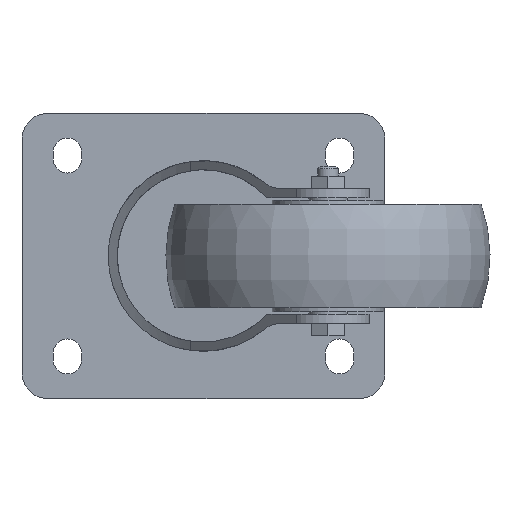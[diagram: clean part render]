
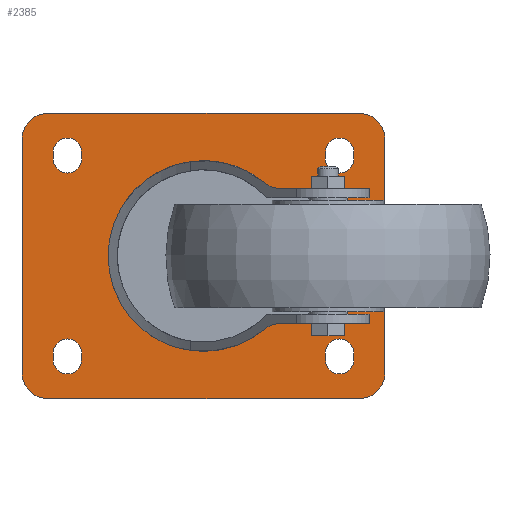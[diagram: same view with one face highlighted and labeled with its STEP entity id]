
A CAD part, front view. The second image highlights one B-rep face of the part: STEP entity #2385.
In plain terms, the highlighted planar face has unit normal (0, -1, 0).
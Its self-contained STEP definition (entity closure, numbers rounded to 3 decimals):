
#91=CIRCLE('',#2464,36.75);
#158=CIRCLE('',#2603,10.);
#160=CIRCLE('',#2607,10.);
#162=CIRCLE('',#2611,10.);
#164=CIRCLE('',#2616,5.5);
#166=CIRCLE('',#2620,5.5);
#168=CIRCLE('',#2624,5.5);
#170=CIRCLE('',#2628,5.5);
#172=CIRCLE('',#2632,5.5);
#174=CIRCLE('',#2636,5.5);
#176=CIRCLE('',#2639,5.5);
#178=CIRCLE('',#2643,5.5);
#180=CIRCLE('',#2647,10.);
#678=ORIENTED_EDGE('',*,*,#896,.T.);
#679=ORIENTED_EDGE('',*,*,#1154,.T.);
#680=ORIENTED_EDGE('',*,*,#1169,.T.);
#681=ORIENTED_EDGE('',*,*,#1160,.T.);
#682=ORIENTED_EDGE('',*,*,#1157,.T.);
#683=ORIENTED_EDGE('',*,*,#1144,.T.);
#684=ORIENTED_EDGE('',*,*,#1167,.T.);
#685=ORIENTED_EDGE('',*,*,#1150,.T.);
#686=ORIENTED_EDGE('',*,*,#1147,.T.);
#687=ORIENTED_EDGE('',*,*,#1134,.T.);
#688=ORIENTED_EDGE('',*,*,#1165,.T.);
#689=ORIENTED_EDGE('',*,*,#1140,.T.);
#690=ORIENTED_EDGE('',*,*,#1137,.T.);
#691=ORIENTED_EDGE('',*,*,#1124,.T.);
#692=ORIENTED_EDGE('',*,*,#1163,.T.);
#693=ORIENTED_EDGE('',*,*,#1130,.T.);
#694=ORIENTED_EDGE('',*,*,#1127,.T.);
#695=ORIENTED_EDGE('',*,*,#1102,.F.);
#696=ORIENTED_EDGE('',*,*,#1171,.F.);
#697=ORIENTED_EDGE('',*,*,#1120,.F.);
#698=ORIENTED_EDGE('',*,*,#1117,.F.);
#699=ORIENTED_EDGE('',*,*,#1114,.F.);
#700=ORIENTED_EDGE('',*,*,#1111,.F.);
#701=ORIENTED_EDGE('',*,*,#1108,.F.);
#702=ORIENTED_EDGE('',*,*,#1105,.F.);
#896=EDGE_CURVE('',#1233,#1233,#91,.T.);
#1102=EDGE_CURVE('',#1377,#1378,#1575,.T.);
#1105=EDGE_CURVE('',#1378,#1380,#158,.T.);
#1108=EDGE_CURVE('',#1380,#1382,#1579,.T.);
#1111=EDGE_CURVE('',#1382,#1384,#160,.T.);
#1114=EDGE_CURVE('',#1384,#1386,#1583,.T.);
#1117=EDGE_CURVE('',#1386,#1388,#162,.T.);
#1120=EDGE_CURVE('',#1388,#1390,#1587,.T.);
#1124=EDGE_CURVE('',#1394,#1393,#1591,.T.);
#1127=EDGE_CURVE('',#1396,#1394,#164,.T.);
#1130=EDGE_CURVE('',#1398,#1396,#1595,.T.);
#1134=EDGE_CURVE('',#1402,#1401,#166,.T.);
#1137=EDGE_CURVE('',#1404,#1402,#1600,.T.);
#1140=EDGE_CURVE('',#1406,#1404,#168,.T.);
#1144=EDGE_CURVE('',#1410,#1409,#1605,.T.);
#1147=EDGE_CURVE('',#1412,#1410,#170,.T.);
#1150=EDGE_CURVE('',#1414,#1412,#1609,.T.);
#1154=EDGE_CURVE('',#1418,#1417,#172,.T.);
#1157=EDGE_CURVE('',#1420,#1418,#1614,.T.);
#1160=EDGE_CURVE('',#1422,#1420,#174,.T.);
#1163=EDGE_CURVE('',#1393,#1398,#176,.T.);
#1165=EDGE_CURVE('',#1401,#1406,#1618,.T.);
#1167=EDGE_CURVE('',#1409,#1414,#178,.T.);
#1169=EDGE_CURVE('',#1417,#1422,#1620,.T.);
#1171=EDGE_CURVE('',#1390,#1377,#180,.T.);
#1233=VERTEX_POINT('',#3497);
#1377=VERTEX_POINT('',#3960);
#1378=VERTEX_POINT('',#3962);
#1380=VERTEX_POINT('',#3968);
#1382=VERTEX_POINT('',#3974);
#1384=VERTEX_POINT('',#3980);
#1386=VERTEX_POINT('',#3986);
#1388=VERTEX_POINT('',#3992);
#1390=VERTEX_POINT('',#3998);
#1393=VERTEX_POINT('',#4005);
#1394=VERTEX_POINT('',#4007);
#1396=VERTEX_POINT('',#4013);
#1398=VERTEX_POINT('',#4019);
#1401=VERTEX_POINT('',#4026);
#1402=VERTEX_POINT('',#4028);
#1404=VERTEX_POINT('',#4034);
#1406=VERTEX_POINT('',#4040);
#1409=VERTEX_POINT('',#4047);
#1410=VERTEX_POINT('',#4049);
#1412=VERTEX_POINT('',#4055);
#1414=VERTEX_POINT('',#4061);
#1417=VERTEX_POINT('',#4068);
#1418=VERTEX_POINT('',#4070);
#1420=VERTEX_POINT('',#4076);
#1422=VERTEX_POINT('',#4082);
#1575=LINE('',#3961,#1793);
#1579=LINE('',#3973,#1797);
#1583=LINE('',#3985,#1801);
#1587=LINE('',#3997,#1805);
#1591=LINE('',#4006,#1809);
#1595=LINE('',#4018,#1813);
#1600=LINE('',#4033,#1818);
#1605=LINE('',#4048,#1823);
#1609=LINE('',#4060,#1827);
#1614=LINE('',#4075,#1832);
#1618=LINE('',#4089,#1836);
#1620=LINE('',#4095,#1838);
#1793=VECTOR('',#3174,1000.);
#1797=VECTOR('',#3186,1000.);
#1801=VECTOR('',#3198,1000.);
#1805=VECTOR('',#3210,1000.);
#1809=VECTOR('',#3216,1000.);
#1813=VECTOR('',#3228,1000.);
#1818=VECTOR('',#3241,1000.);
#1823=VECTOR('',#3254,1000.);
#1827=VECTOR('',#3266,1000.);
#1832=VECTOR('',#3279,1000.);
#1836=VECTOR('',#3297,1000.);
#1838=VECTOR('',#3307,1000.);
#1984=EDGE_LOOP('',(#678));
#1985=EDGE_LOOP('',(#679,#680,#681,#682));
#1986=EDGE_LOOP('',(#683,#684,#685,#686));
#1987=EDGE_LOOP('',(#687,#688,#689,#690));
#1988=EDGE_LOOP('',(#691,#692,#693,#694));
#1989=EDGE_LOOP('',(#695,#696,#697,#698,#699,#700,#701,#702));
#2152=FACE_BOUND('',#1984,.T.);
#2153=FACE_BOUND('',#1985,.T.);
#2154=FACE_BOUND('',#1986,.T.);
#2155=FACE_BOUND('',#1987,.T.);
#2156=FACE_BOUND('',#1988,.T.);
#2157=FACE_BOUND('',#1989,.T.);
#2254=PLANE('',#2648);
#2385=ADVANCED_FACE('',(#2152,#2153,#2154,#2155,#2156,#2157),#2254,.F.);
#2464=AXIS2_PLACEMENT_3D('',#3496,#2768,#2769);
#2603=AXIS2_PLACEMENT_3D('',#3967,#3180,#3181);
#2607=AXIS2_PLACEMENT_3D('',#3979,#3192,#3193);
#2611=AXIS2_PLACEMENT_3D('',#3991,#3204,#3205);
#2616=AXIS2_PLACEMENT_3D('',#4012,#3222,#3223);
#2620=AXIS2_PLACEMENT_3D('',#4027,#3235,#3236);
#2624=AXIS2_PLACEMENT_3D('',#4039,#3247,#3248);
#2628=AXIS2_PLACEMENT_3D('',#4054,#3260,#3261);
#2632=AXIS2_PLACEMENT_3D('',#4069,#3273,#3274);
#2636=AXIS2_PLACEMENT_3D('',#4081,#3285,#3286);
#2639=AXIS2_PLACEMENT_3D('',#4086,#3292,#3293);
#2643=AXIS2_PLACEMENT_3D('',#4092,#3302,#3303);
#2647=AXIS2_PLACEMENT_3D('',#4098,#3312,#3313);
#2648=AXIS2_PLACEMENT_3D('',#4099,#3314,#3315);
#2768=DIRECTION('',(0.,1.,0.));
#2769=DIRECTION('',(0.,0.,1.));
#3174=DIRECTION('',(0.,0.,1.));
#3180=DIRECTION('',(0.,1.,0.));
#3181=DIRECTION('',(1.,0.,0.));
#3186=DIRECTION('',(1.,0.,0.));
#3192=DIRECTION('',(0.,1.,0.));
#3193=DIRECTION('',(1.,0.,0.));
#3198=DIRECTION('',(0.,0.,-1.));
#3204=DIRECTION('',(0.,1.,0.));
#3205=DIRECTION('',(1.,0.,0.));
#3210=DIRECTION('',(-1.,0.,0.));
#3216=DIRECTION('',(0.,0.,1.));
#3222=DIRECTION('',(0.,1.,0.));
#3223=DIRECTION('',(1.,0.,0.));
#3228=DIRECTION('',(0.,0.,-1.));
#3235=DIRECTION('',(0.,1.,0.));
#3236=DIRECTION('',(1.,0.,0.));
#3241=DIRECTION('',(0.,0.,-1.));
#3247=DIRECTION('',(0.,1.,0.));
#3248=DIRECTION('',(1.,0.,0.));
#3254=DIRECTION('',(0.,0.,1.));
#3260=DIRECTION('',(0.,1.,0.));
#3261=DIRECTION('',(1.,0.,0.));
#3266=DIRECTION('',(0.,0.,-1.));
#3273=DIRECTION('',(0.,1.,0.));
#3274=DIRECTION('',(1.,0.,0.));
#3279=DIRECTION('',(0.,0.,-1.));
#3285=DIRECTION('',(0.,1.,0.));
#3286=DIRECTION('',(1.,0.,0.));
#3292=DIRECTION('',(0.,1.,0.));
#3293=DIRECTION('',(1.,0.,0.));
#3297=DIRECTION('',(0.,0.,1.));
#3302=DIRECTION('',(0.,1.,0.));
#3303=DIRECTION('',(1.,0.,0.));
#3307=DIRECTION('',(0.,0.,1.));
#3312=DIRECTION('',(0.,1.,0.));
#3313=DIRECTION('',(1.,0.,0.));
#3314=DIRECTION('',(0.,1.,0.));
#3315=DIRECTION('',(0.,0.,1.));
#3496=CARTESIAN_POINT('',(-48.,89.,0.));
#3497=CARTESIAN_POINT('',(-48.,89.,36.75));
#3960=CARTESIAN_POINT('',(-118.,89.,-45.));
#3961=CARTESIAN_POINT('',(-118.,89.,-45.));
#3962=CARTESIAN_POINT('',(-118.,89.,45.));
#3967=CARTESIAN_POINT('',(-108.,89.,45.));
#3968=CARTESIAN_POINT('',(-108.,89.,55.));
#3973=CARTESIAN_POINT('',(-108.,89.,55.));
#3974=CARTESIAN_POINT('',(12.,89.,55.));
#3979=CARTESIAN_POINT('',(12.,89.,45.));
#3980=CARTESIAN_POINT('',(22.,89.,45.));
#3985=CARTESIAN_POINT('',(22.,89.,45.));
#3986=CARTESIAN_POINT('',(22.,89.,-45.));
#3991=CARTESIAN_POINT('',(12.,89.,-45.));
#3992=CARTESIAN_POINT('',(12.,89.,-55.));
#3997=CARTESIAN_POINT('',(12.,89.,-55.));
#3998=CARTESIAN_POINT('',(-108.,89.,-55.));
#4005=CARTESIAN_POINT('',(-1.,89.,-37.5));
#4006=CARTESIAN_POINT('',(-1.,89.,-40.));
#4007=CARTESIAN_POINT('',(-1.,89.,-40.));
#4012=CARTESIAN_POINT('',(4.5,89.,-40.));
#4013=CARTESIAN_POINT('',(10.,89.,-40.));
#4018=CARTESIAN_POINT('',(10.,89.,-37.5));
#4019=CARTESIAN_POINT('',(10.,89.,-37.5));
#4026=CARTESIAN_POINT('',(-1.,89.,37.5));
#4027=CARTESIAN_POINT('',(4.5,89.,37.5));
#4028=CARTESIAN_POINT('',(10.,89.,37.5));
#4033=CARTESIAN_POINT('',(10.,89.,40.));
#4034=CARTESIAN_POINT('',(10.,89.,40.));
#4039=CARTESIAN_POINT('',(4.5,89.,40.));
#4040=CARTESIAN_POINT('',(-1.,89.,40.));
#4047=CARTESIAN_POINT('',(-106.,89.,-37.5));
#4048=CARTESIAN_POINT('',(-106.,89.,-40.));
#4049=CARTESIAN_POINT('',(-106.,89.,-40.));
#4054=CARTESIAN_POINT('',(-100.5,89.,-40.));
#4055=CARTESIAN_POINT('',(-95.,89.,-40.));
#4060=CARTESIAN_POINT('',(-95.,89.,-37.5));
#4061=CARTESIAN_POINT('',(-95.,89.,-37.5));
#4068=CARTESIAN_POINT('',(-106.,89.,37.5));
#4069=CARTESIAN_POINT('',(-100.5,89.,37.5));
#4070=CARTESIAN_POINT('',(-95.,89.,37.5));
#4075=CARTESIAN_POINT('',(-95.,89.,40.));
#4076=CARTESIAN_POINT('',(-95.,89.,40.));
#4081=CARTESIAN_POINT('',(-100.5,89.,40.));
#4082=CARTESIAN_POINT('',(-106.,89.,40.));
#4086=CARTESIAN_POINT('',(4.5,89.,-37.5));
#4089=CARTESIAN_POINT('',(-1.,89.,37.5));
#4092=CARTESIAN_POINT('',(-100.5,89.,-37.5));
#4095=CARTESIAN_POINT('',(-106.,89.,37.5));
#4098=CARTESIAN_POINT('',(-108.,89.,-45.));
#4099=CARTESIAN_POINT('',(-108.,89.,45.));
